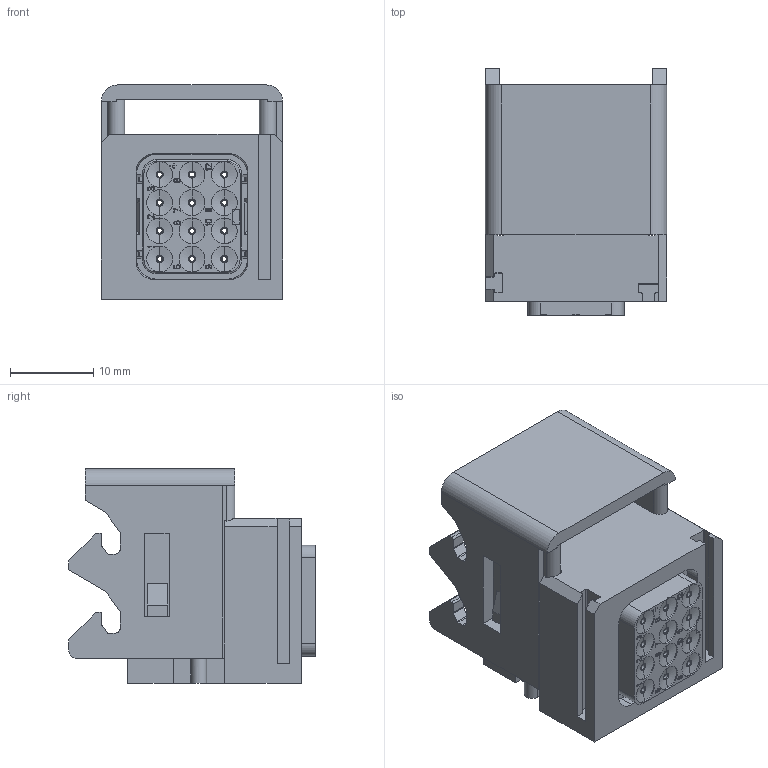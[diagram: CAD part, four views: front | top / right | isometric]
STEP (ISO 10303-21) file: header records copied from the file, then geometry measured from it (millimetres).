
FILE_DESCRIPTION((''),'2;1');
FILE_NAME('35599136000','2020-02-19T',('presta_be4'),(''),'CREO PARAMETRIC BY PTC INC, 2018360','CREO PARAMETRIC BY PTC INC, 2018360','');
FILE_SCHEMA(('CONFIG_CONTROL_DESIGN'));
Products named in the file (1): 35599136000
Bounding box: 21.8 x 29.69 x 25.75 mm (x, y, z)
Volume: 7655.8 mm3; surface area: 10465.6 mm2
Topology: 1 solids, 1 shells, 2537 faces, 6448 edges, 4038 vertices
Faces by surface type: plane 1461, cylinder 374, torus 356, cone 322, bspline 24
Entity records: 87202 total; most frequent: CARTESIAN_POINT 25440, ORIENTED_EDGE 12896, DIRECTION 12893, EDGE_CURVE 6448, AXIS2_PLACEMENT_3D 4378, VECTOR 4137, LINE 4137, VERTEX_POINT 4038
